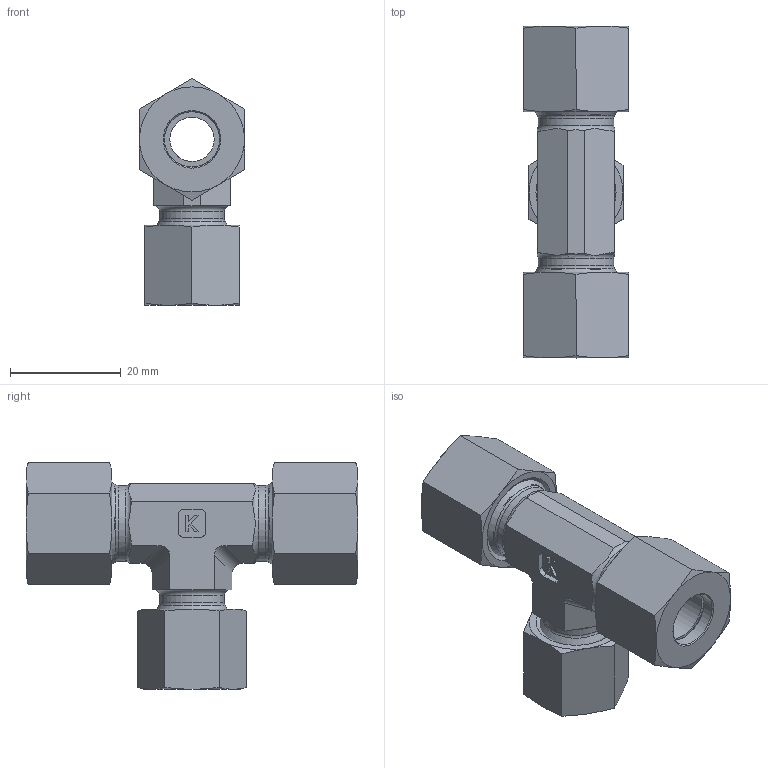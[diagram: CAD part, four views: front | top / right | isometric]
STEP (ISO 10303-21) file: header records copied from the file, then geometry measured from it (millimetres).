
FILE_DESCRIPTION((''),'2;1');
FILE_NAME('384101008.stp','2014-08-15T15:19:21',(''),('KNOMI spol. s r. o.'),'Autodesk Inventor 2012','Autodesk Inventor 2012','');
FILE_SCHEMA(('AUTOMOTIVE_DESIGN { 1 2 10303 214 0 1 1 1 }'));
Length unit declared in the file: millimetre
Products named in the file (6): TS2K 10/10/08L M16/M16/M14; 374 101008; 40110; 3911016; 40108; 3910814
Assembly tree (7 placements, depth 2):
  TS2K 10/10/08L M16/M16/M14
    374 101008
    40110  x2
    3911016  x2
    40108
    3910814
Bounding box: 19 x 60 x 40.97 mm (x, y, z)
Volume: 15097.2 mm3; surface area: 12599.7 mm2
Topology: 7 solids, 7 shells, 215 faces, 497 edges, 321 vertices
Faces by surface type: plane 104, cone 66, cylinder 36, torus 9
Full cylindrical faces by diameter (mm): 6 x1, 8 x4, 10 x7, 11.7 x1, 12 x1, 12.3 x2, 12.376 x1, 13.7 x2, 14 x3, 14.376 x2, 16 x2
Entity records: 5184 total; most frequent: CARTESIAN_POINT 1089, DIRECTION 788, ORIENTED_EDGE 682, EDGE_CURVE 341, AXIS2_PLACEMENT_3D 324, EDGE_LOOP 262, VERTEX_POINT 241, STYLED_ITEM 193
